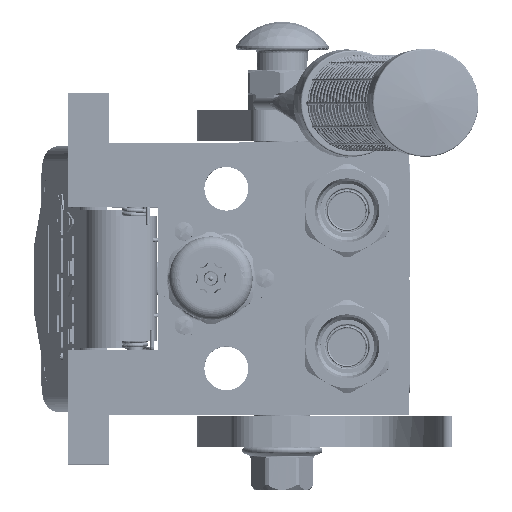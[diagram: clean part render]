
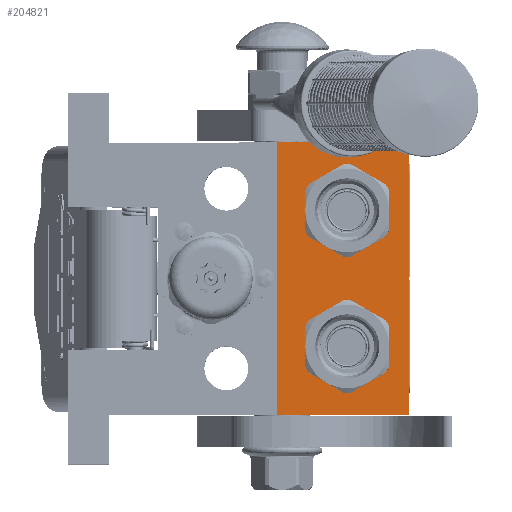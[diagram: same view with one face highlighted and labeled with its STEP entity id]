
A CAD part, top view. The second image highlights one B-rep face of the part: STEP entity #204821.
In plain terms, the highlighted face is planar.
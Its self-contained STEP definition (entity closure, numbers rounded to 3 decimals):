
#1856 = VECTOR ( 'NONE', #136331, 1000. ) ;
#2070 = VECTOR ( 'NONE', #11920, 1000. ) ;
#2747 = EDGE_LOOP ( 'NONE', ( #68611, #60373 ) ) ;
#3262 = VERTEX_POINT ( 'NONE', #165124 ) ;
#4653 = CARTESIAN_POINT ( 'NONE',  ( -22., 8.9, -20. ) ) ;
#10464 = CARTESIAN_POINT ( 'NONE',  ( -22., 8.9, -20. ) ) ;
#11494 = CARTESIAN_POINT ( 'NONE',  ( -44., 8.9, 0. ) ) ;
#11580 = CARTESIAN_POINT ( 'NONE',  ( -22., 8.9, -7.85 ) ) ;
#11920 = DIRECTION ( 'NONE',  ( 1., 0., 0. ) ) ;
#13268 = CARTESIAN_POINT ( 'NONE',  ( 44., 8.9, -42.5 ) ) ;
#20768 = DIRECTION ( 'NONE',  ( 0., -1., 0. ) ) ;
#22612 = ORIENTED_EDGE ( 'NONE', *, *, #26236, .F. ) ;
#26236 = EDGE_CURVE ( 'NONE', #60082, #145782, #185000, .T. ) ;
#26532 = DIRECTION ( 'NONE',  ( 0., -1., 0. ) ) ;
#28346 = ORIENTED_EDGE ( 'NONE', *, *, #116080, .F. ) ;
#29432 = EDGE_LOOP ( 'NONE', ( #22612, #28346 ) ) ;
#33057 = DIRECTION ( 'NONE',  ( 0., -1., 0. ) ) ;
#35120 = CARTESIAN_POINT ( 'NONE',  ( 22., 8.9, -20. ) ) ;
#37330 = VERTEX_POINT ( 'NONE', #177174 ) ;
#41624 = VERTEX_POINT ( 'NONE', #118866 ) ;
#43325 = PLANE ( 'NONE',  #111454 ) ;
#46307 = LINE ( 'NONE', #88513, #171916 ) ;
#54403 = DIRECTION ( 'NONE',  ( 0., 0., -1. ) ) ;
#54942 = EDGE_CURVE ( 'NONE', #56350, #3262, #184939, .T. ) ;
#56350 = VERTEX_POINT ( 'NONE', #94745 ) ;
#58314 = DIRECTION ( 'NONE',  ( 1., 0., 0. ) ) ;
#60082 = VERTEX_POINT ( 'NONE', #183261 ) ;
#60373 = ORIENTED_EDGE ( 'NONE', *, *, #114367, .F. ) ;
#68611 = ORIENTED_EDGE ( 'NONE', *, *, #159560, .F. ) ;
#75977 = AXIS2_PLACEMENT_3D ( 'NONE', #153516, #26532, #187133 ) ;
#80982 = FACE_BOUND ( 'NONE', #2747, .T. ) ;
#84846 = VERTEX_POINT ( 'NONE', #160571 ) ;
#88513 = CARTESIAN_POINT ( 'NONE',  ( -44., 8.9, -42.5 ) ) ;
#94745 = CARTESIAN_POINT ( 'NONE',  ( -44., 8.9, 0. ) ) ;
#101890 = CIRCLE ( 'NONE', #75977, 12.15 ) ;
#102064 = EDGE_LOOP ( 'NONE', ( #193203, #114598, #148566, #109051 ) ) ;
#102791 = VERTEX_POINT ( 'NONE', #13268 ) ;
#107527 = LINE ( 'NONE', #140937, #2070 ) ;
#108559 = FACE_OUTER_BOUND ( 'NONE', #102064, .T. ) ;
#109051 = ORIENTED_EDGE ( 'NONE', *, *, #184164, .F. ) ;
#111454 = AXIS2_PLACEMENT_3D ( 'NONE', #201795, #201117, #137265 ) ;
#114367 = EDGE_CURVE ( 'NONE', #41624, #84846, #101890, .T. ) ;
#114598 = ORIENTED_EDGE ( 'NONE', *, *, #115552, .T. ) ;
#115552 = EDGE_CURVE ( 'NONE', #3262, #102791, #46307, .T. ) ;
#116080 = EDGE_CURVE ( 'NONE', #145782, #60082, #199010, .T. ) ;
#118866 = CARTESIAN_POINT ( 'NONE',  ( 22., 8.9, -7.85 ) ) ;
#118924 = CARTESIAN_POINT ( 'NONE',  ( 44., 8.9, 0. ) ) ;
#132978 = DIRECTION ( 'NONE',  ( 0., 0., -1. ) ) ;
#136331 = DIRECTION ( 'NONE',  ( 0., 0., -1. ) ) ;
#137265 = DIRECTION ( 'NONE',  ( 1., 0., 0. ) ) ;
#137372 = DIRECTION ( 'NONE',  ( 0., 0., 1. ) ) ;
#138061 = VECTOR ( 'NONE', #54403, 1000. ) ;
#140937 = CARTESIAN_POINT ( 'NONE',  ( -44., 8.9, 0. ) ) ;
#143716 = FACE_BOUND ( 'NONE', #29432, .T. ) ;
#145782 = VERTEX_POINT ( 'NONE', #11580 ) ;
#147277 = DIRECTION ( 'NONE',  ( 0., 0., -1. ) ) ;
#148348 = CIRCLE ( 'NONE', #205646, 12.15 ) ;
#148566 = ORIENTED_EDGE ( 'NONE', *, *, #151936, .F. ) ;
#151936 = EDGE_CURVE ( 'NONE', #37330, #102791, #178158, .T. ) ;
#152151 = DIRECTION ( 'NONE',  ( 0., -1., 0. ) ) ;
#153516 = CARTESIAN_POINT ( 'NONE',  ( 22., 8.9, -20. ) ) ;
#159560 = EDGE_CURVE ( 'NONE', #84846, #41624, #148348, .T. ) ;
#160571 = CARTESIAN_POINT ( 'NONE',  ( 22., 8.9, -32.15 ) ) ;
#165124 = CARTESIAN_POINT ( 'NONE',  ( -44., 8.9, -42.5 ) ) ;
#170098 = AXIS2_PLACEMENT_3D ( 'NONE', #4653, #20768, #132978 ) ;
#171916 = VECTOR ( 'NONE', #58314, 1000. ) ;
#177174 = CARTESIAN_POINT ( 'NONE',  ( 44., 8.9, 0. ) ) ;
#178158 = LINE ( 'NONE', #118924, #138061 ) ;
#183261 = CARTESIAN_POINT ( 'NONE',  ( -22., 8.9, -32.15 ) ) ;
#184164 = EDGE_CURVE ( 'NONE', #56350, #37330, #107527, .T. ) ;
#184939 = LINE ( 'NONE', #11494, #1856 ) ;
#185000 = CIRCLE ( 'NONE', #170098, 12.15 ) ;
#187133 = DIRECTION ( 'NONE',  ( 0., 0., 1. ) ) ;
#193203 = ORIENTED_EDGE ( 'NONE', *, *, #54942, .T. ) ;
#199010 = CIRCLE ( 'NONE', #203777, 12.15 ) ;
#201117 = DIRECTION ( 'NONE',  ( 0., -1., 0. ) ) ;
#201795 = CARTESIAN_POINT ( 'NONE',  ( 0., 8.9, 0. ) ) ;
#203777 = AXIS2_PLACEMENT_3D ( 'NONE', #10464, #152151, #137372 ) ;
#204821 = ADVANCED_FACE ( 'NONE', ( #80982, #143716, #108559 ), #43325, .T. ) ;
#205646 = AXIS2_PLACEMENT_3D ( 'NONE', #35120, #33057, #147277 ) ;
